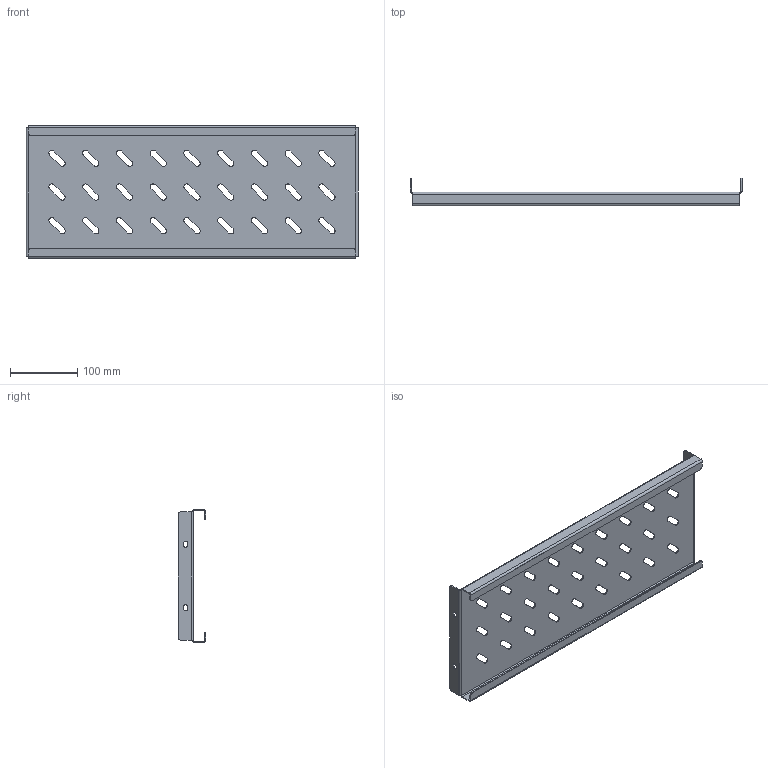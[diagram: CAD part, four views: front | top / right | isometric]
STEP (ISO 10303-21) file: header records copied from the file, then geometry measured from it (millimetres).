
FILE_DESCRIPTION (( 'STEP AP214' ), '1' );
FILE_NAME ('945.264.STEP', '2024-09-20T11:23:33', ( '' ), ( '' ), 'SwSTEP 2.0', 'SolidWorks 2021', '' );
FILE_SCHEMA (( 'AUTOMOTIVE_DESIGN' ));
Length unit declared in the file: millimetre
Products named in the file (1): 945.264
Bounding box: 492 x 41 x 197 mm (x, y, z)
Volume: 190457.5 mm3; surface area: 259294.4 mm2
Topology: 1 solids, 1 shells, 203 faces, 575 edges, 374 vertices
Faces by surface type: cylinder 109, plane 94
Entity records: 6781 total; most frequent: DIRECTION 1201, CARTESIAN_POINT 1153, ORIENTED_EDGE 1150, EDGE_CURVE 575, AXIS2_PLACEMENT_3D 422, VERTEX_POINT 374, VECTOR 357, LINE 357
